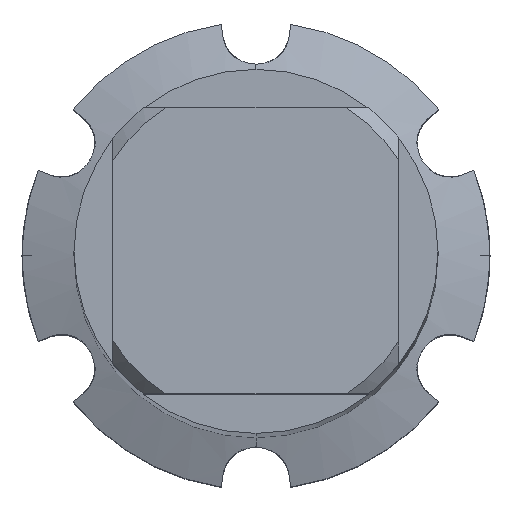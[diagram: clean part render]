
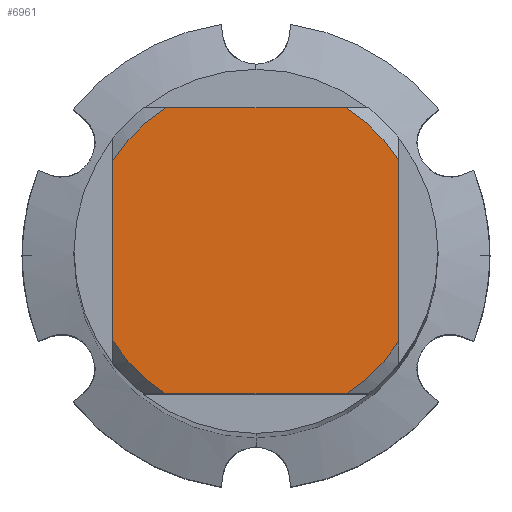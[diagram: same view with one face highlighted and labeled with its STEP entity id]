
A CAD part, top view. The second image highlights one B-rep face of the part: STEP entity #6961.
In plain terms, the highlighted planar face has unit normal (0, 0, 1).
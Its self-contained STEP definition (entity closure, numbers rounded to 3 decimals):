
#2619=EDGE_CURVE('',#4477,#3359,#7347,.T.);
#2631=EDGE_CURVE('',#4125,#2757,#7360,.T.);
#2757=VERTEX_POINT('',#7497);
#2863=EDGE_CURVE('',#4125,#3473,#7615,.T.);
#3097=EDGE_CURVE('',#4567,#2757,#7872,.T.);
#3213=VERTEX_POINT('',#8005);
#3359=VERTEX_POINT('',#8165);
#3473=VERTEX_POINT('',#8293);
#4125=VERTEX_POINT('',#8997);
#4477=VERTEX_POINT('',#9374);
#4567=VERTEX_POINT('',#9472);
#5511=EDGE_CURVE('',#4567,#3213,#10492,.T.);
#5607=EDGE_CURVE('',#7055,#3213,#10597,.T.);
#6655=EDGE_CURVE('',#4477,#3473,#11729,.T.);
#6905=EDGE_CURVE('',#7055,#3359,#12005,.T.);
#6961=ADVANCED_FACE('',(#12063),#12064,.T.);
#7055=VERTEX_POINT('',#12171);
#7347=CIRCLE('',#12826,13.0);
#7360=LINE('',#12851,#12852);
#7497=CARTESIAN_POINT('',(6.928,-11.0,0.0));
#7615=CIRCLE('',#13357,13.0);
#7872=CIRCLE('',#14010,13.0);
#8005=CARTESIAN_POINT('',(11.0,6.928,0.0));
#8165=CARTESIAN_POINT('',(-6.928,11.0,0.0));
#8293=CARTESIAN_POINT('',(-11.0,-6.928,0.0));
#8997=CARTESIAN_POINT('',(-6.928,-11.0,0.0));
#9374=CARTESIAN_POINT('',(-11.0,6.928,0.0));
#9472=CARTESIAN_POINT('',(11.0,-6.928,0.0));
#10492=LINE('',#20080,#20081);
#10597=CIRCLE('',#20332,13.0);
#11729=LINE('',#22675,#22676);
#12005=LINE('',#23258,#23259);
#12063=FACE_OUTER_BOUND('',#23358,.T.);
#12064=PLANE('',#23359);
#12171=CARTESIAN_POINT('',(6.928,11.0,0.0));
#12826=AXIS2_PLACEMENT_3D('',#23880,#23881,#23882);
#12851=CARTESIAN_POINT('',(0.0,-11.0,0.0));
#12852=VECTOR('',#23894,1.0);
#13357=AXIS2_PLACEMENT_3D('',#24223,#24224,#24225);
#14010=AXIS2_PLACEMENT_3D('',#24486,#24487,#24488);
#20080=CARTESIAN_POINT('',(11.0,3.25,0.0));
#20081=VECTOR('',#27159,1.0);
#20332=AXIS2_PLACEMENT_3D('',#27334,#27335,#27336);
#22675=CARTESIAN_POINT('',(-11.0,3.25,0.0));
#22676=VECTOR('',#28648,1.0);
#23258=CARTESIAN_POINT('',(0.0,11.0,0.0));
#23259=VECTOR('',#28965,1.0);
#23358=EDGE_LOOP('',(#29011,#29012,#29013,#29014,#29015,#29016,#29017,#29018));
#23359=AXIS2_PLACEMENT_3D('',#29019,#29020,#29021);
#23880=CARTESIAN_POINT('',(0.0,0.0,0.0));
#23881=DIRECTION('',(0.0,0.0,-1.0));
#23882=DIRECTION('',(0.0,1.0,0.0));
#23894=DIRECTION('',(1.0,0.0,0.0));
#24223=CARTESIAN_POINT('',(0.0,0.0,0.0));
#24224=DIRECTION('',(0.0,0.0,-1.0));
#24225=DIRECTION('',(0.0,1.0,0.0));
#24486=CARTESIAN_POINT('',(0.0,0.0,0.0));
#24487=DIRECTION('',(0.0,0.0,-1.0));
#24488=DIRECTION('',(0.0,1.0,0.0));
#27159=DIRECTION('',(-0.0,1.0,0.0));
#27334=CARTESIAN_POINT('',(0.0,0.0,0.0));
#27335=DIRECTION('',(0.0,0.0,-1.0));
#27336=DIRECTION('',(0.0,1.0,0.0));
#28648=DIRECTION('',(-0.0,-1.0,0.0));
#28965=DIRECTION('',(-1.0,0.0,0.0));
#29011=ORIENTED_EDGE('',*,*,#6655,.T.);
#29012=ORIENTED_EDGE('',*,*,#2863,.F.);
#29013=ORIENTED_EDGE('',*,*,#2631,.T.);
#29014=ORIENTED_EDGE('',*,*,#3097,.F.);
#29015=ORIENTED_EDGE('',*,*,#5511,.T.);
#29016=ORIENTED_EDGE('',*,*,#5607,.F.);
#29017=ORIENTED_EDGE('',*,*,#6905,.T.);
#29018=ORIENTED_EDGE('',*,*,#2619,.F.);
#29019=CARTESIAN_POINT('',(0.0,6.5,0.0));
#29020=DIRECTION('',(-0.0,0.0,1.0));
#29021=DIRECTION('',(0.0,-1.0,0.0));
